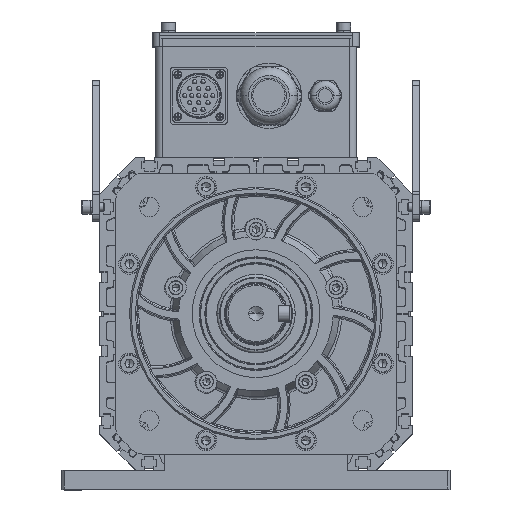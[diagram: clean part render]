
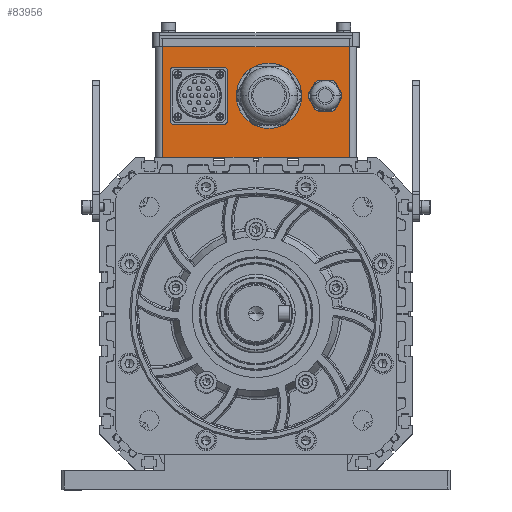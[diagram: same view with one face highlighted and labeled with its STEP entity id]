
A CAD part, top view. The second image highlights one B-rep face of the part: STEP entity #83956.
In plain terms, the highlighted planar face has unit normal (0, 0, 1).
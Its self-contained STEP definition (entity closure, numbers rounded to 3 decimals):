
#187 = FACE_BOUND ( 'NONE', #110246, .T. ) ;
#379 = ORIENTED_EDGE ( 'NONE', *, *, #5761, .F. ) ;
#396 = ORIENTED_EDGE ( 'NONE', *, *, #49296, .F. ) ;
#573 = CARTESIAN_POINT ( 'NONE',  ( -66.75, 111.5, 12. ) ) ;
#1099 = EDGE_CURVE ( 'NONE', #27404, #36799, #55520, .T. ) ;
#1624 = ORIENTED_EDGE ( 'NONE', *, *, #122624, .F. ) ;
#1650 = DIRECTION ( 'NONE',  ( 0., 0., 1. ) ) ;
#3616 = ORIENTED_EDGE ( 'NONE', *, *, #1099, .F. ) ;
#3649 = VERTEX_POINT ( 'NONE', #53064 ) ;
#4310 = EDGE_CURVE ( 'NONE', #36799, #75679, #8752, .T. ) ;
#5761 = EDGE_CURVE ( 'NONE', #43875, #27404, #135089, .T. ) ;
#6316 = CARTESIAN_POINT ( 'NONE',  ( 9.25, 173.75, 12. ) ) ;
#8752 = CIRCLE ( 'NONE', #42224, 2. ) ;
#11658 = EDGE_CURVE ( 'NONE', #101038, #121866, #24801, .T. ) ;
#13397 = FACE_OUTER_BOUND ( 'NONE', #121593, .T. ) ;
#15202 = ORIENTED_EDGE ( 'NONE', *, *, #94484, .F. ) ;
#16244 = AXIS2_PLACEMENT_3D ( 'NONE', #130897, #108525, #56781 ) ;
#16339 = CIRCLE ( 'NONE', #16244, 2. ) ;
#19599 = DIRECTION ( 'NONE',  ( 0., 0., 1. ) ) ;
#20074 = DIRECTION ( 'NONE',  ( 0., 0., 1. ) ) ;
#20761 = VERTEX_POINT ( 'NONE', #102962 ) ;
#21938 = CARTESIAN_POINT ( 'NONE',  ( 9.25, 155.5, 12. ) ) ;
#23520 = DIRECTION ( 'NONE',  ( 0., -1., 0. ) ) ;
#24060 = ORIENTED_EDGE ( 'NONE', *, *, #71388, .F. ) ;
#24801 = LINE ( 'NONE', #87773, #80289 ) ;
#27299 = CARTESIAN_POINT ( 'NONE',  ( -61., 137.25, 12. ) ) ;
#27404 = VERTEX_POINT ( 'NONE', #31965 ) ;
#28614 = LINE ( 'NONE', #71275, #59733 ) ;
#29884 = CARTESIAN_POINT ( 'NONE',  ( 49.25, 155.5, 12. ) ) ;
#31854 = VERTEX_POINT ( 'NONE', #84646 ) ;
#31965 = CARTESIAN_POINT ( 'NONE',  ( -61., 173.75, 12. ) ) ;
#33581 = ORIENTED_EDGE ( 'NONE', *, *, #94781, .F. ) ;
#34844 = CARTESIAN_POINT ( 'NONE',  ( -59., 173.75, 12. ) ) ;
#36790 = VERTEX_POINT ( 'NONE', #6316 ) ;
#36799 = VERTEX_POINT ( 'NONE', #27299 ) ;
#38804 = LINE ( 'NONE', #125454, #113958 ) ;
#38916 = AXIS2_PLACEMENT_3D ( 'NONE', #75781, #1650, #89061 ) ;
#39181 = CARTESIAN_POINT ( 'NONE',  ( 9.25, 155.5, 12. ) ) ;
#40175 = EDGE_CURVE ( 'NONE', #56524, #121866, #118701, .T. ) ;
#41140 = CARTESIAN_POINT ( 'NONE',  ( -66.75, 196.5, 12. ) ) ;
#41780 = DIRECTION ( 'NONE',  ( 1., 0., 0. ) ) ;
#42224 = AXIS2_PLACEMENT_3D ( 'NONE', #90571, #114281, #69579 ) ;
#42849 = DIRECTION ( 'NONE',  ( 0., 0., -1. ) ) ;
#43229 = DIRECTION ( 'NONE',  ( 1., 0., 0. ) ) ;
#43456 = ORIENTED_EDGE ( 'NONE', *, *, #11658, .F. ) ;
#43517 = FACE_BOUND ( 'NONE', #70171, .T. ) ;
#43875 = VERTEX_POINT ( 'NONE', #87507 ) ;
#44014 = CARTESIAN_POINT ( 'NONE',  ( -59., 135.25, 12. ) ) ;
#44324 = VECTOR ( 'NONE', #43229, 1000. ) ;
#45210 = LINE ( 'NONE', #64824, #96044 ) ;
#46710 = DIRECTION ( 'NONE',  ( 0., 0., 1. ) ) ;
#48088 = AXIS2_PLACEMENT_3D ( 'NONE', #34844, #46710, #57883 ) ;
#49296 = EDGE_CURVE ( 'NONE', #84154, #36790, #54077, .T. ) ;
#51049 = VERTEX_POINT ( 'NONE', #41140 ) ;
#53064 = CARTESIAN_POINT ( 'NONE',  ( -20.5, 173.75, 12. ) ) ;
#53438 = DIRECTION ( 'NONE',  ( 0., 0., 1. ) ) ;
#54077 = CIRCLE ( 'NONE', #62961, 18.25 ) ;
#55520 = LINE ( 'NONE', #117757, #58460 ) ;
#56070 = DIRECTION ( 'NONE',  ( 0., -1., 0. ) ) ;
#56524 = VERTEX_POINT ( 'NONE', #86613 ) ;
#56781 = DIRECTION ( 'NONE',  ( 0., -1., 0. ) ) ;
#57883 = DIRECTION ( 'NONE',  ( 0., -1., 0. ) ) ;
#58460 = VECTOR ( 'NONE', #85647, 1000. ) ;
#59733 = VECTOR ( 'NONE', #113915, 1000. ) ;
#59966 = ORIENTED_EDGE ( 'NONE', *, *, #72377, .F. ) ;
#61302 = AXIS2_PLACEMENT_3D ( 'NONE', #64506, #42849, #56070 ) ;
#62549 = ORIENTED_EDGE ( 'NONE', *, *, #120577, .F. ) ;
#62753 = DIRECTION ( 'NONE',  ( 0., 1., 0. ) ) ;
#62961 = AXIS2_PLACEMENT_3D ( 'NONE', #39181, #79065, #70632 ) ;
#64506 = CARTESIAN_POINT ( 'NONE',  ( -66.75, 196.5, 12. ) ) ;
#64824 = CARTESIAN_POINT ( 'NONE',  ( -66.75, 196.5, 12. ) ) ;
#64873 = VERTEX_POINT ( 'NONE', #117178 ) ;
#65557 = CARTESIAN_POINT ( 'NONE',  ( -22.5, 175.75, 12. ) ) ;
#66687 = ORIENTED_EDGE ( 'NONE', *, *, #115878, .F. ) ;
#69579 = DIRECTION ( 'NONE',  ( 0., 1., 0. ) ) ;
#69809 = ORIENTED_EDGE ( 'NONE', *, *, #103803, .F. ) ;
#70044 = EDGE_LOOP ( 'NONE', ( #111847, #3616, #379, #66687, #70483, #1624, #24060, #69809 ) ) ;
#70171 = EDGE_LOOP ( 'NONE', ( #59966, #396 ) ) ;
#70483 = ORIENTED_EDGE ( 'NONE', *, *, #102746, .F. ) ;
#70632 = DIRECTION ( 'NONE',  ( 0., 1., 0. ) ) ;
#70840 = CIRCLE ( 'NONE', #86419, 10. ) ;
#71275 = CARTESIAN_POINT ( 'NONE',  ( -20.5, 173.75, 12. ) ) ;
#71388 = EDGE_CURVE ( 'NONE', #64873, #89295, #16339, .T. ) ;
#72377 = EDGE_CURVE ( 'NONE', #36790, #84154, #97007, .T. ) ;
#75679 = VERTEX_POINT ( 'NONE', #44014 ) ;
#75781 = CARTESIAN_POINT ( 'NONE',  ( -22.5, 173.75, 12. ) ) ;
#79065 = DIRECTION ( 'NONE',  ( 0., 0., 1. ) ) ;
#80163 = VECTOR ( 'NONE', #138392, 1000. ) ;
#80289 = VECTOR ( 'NONE', #121295, 1000. ) ;
#82363 = CIRCLE ( 'NONE', #100249, 10. ) ;
#82417 = CARTESIAN_POINT ( 'NONE',  ( 66.75, 111.5, 12. ) ) ;
#83956 = ADVANCED_FACE ( 'NONE', ( #43517, #187, #13397, #86869 ), #130177, .F. ) ;
#84154 = VERTEX_POINT ( 'NONE', #100794 ) ;
#84646 = CARTESIAN_POINT ( 'NONE',  ( 49.25, 145.5, 12. ) ) ;
#85647 = DIRECTION ( 'NONE',  ( 0., -1., 0. ) ) ;
#86419 = AXIS2_PLACEMENT_3D ( 'NONE', #116094, #19599, #94445 ) ;
#86613 = CARTESIAN_POINT ( 'NONE',  ( -66.75, 111.5, 12. ) ) ;
#86869 = FACE_BOUND ( 'NONE', #70044, .T. ) ;
#87507 = CARTESIAN_POINT ( 'NONE',  ( -59., 175.75, 12. ) ) ;
#87773 = CARTESIAN_POINT ( 'NONE',  ( 66.75, 196.5, 12. ) ) ;
#88167 = CARTESIAN_POINT ( 'NONE',  ( -20.5, 137.25, 12. ) ) ;
#89061 = DIRECTION ( 'NONE',  ( 0., -1., 0. ) ) ;
#89295 = VERTEX_POINT ( 'NONE', #88167 ) ;
#90571 = CARTESIAN_POINT ( 'NONE',  ( -59., 137.25, 12. ) ) ;
#94445 = DIRECTION ( 'NONE',  ( 0., 1., 0. ) ) ;
#94484 = EDGE_CURVE ( 'NONE', #51049, #101038, #105579, .T. ) ;
#94781 = EDGE_CURVE ( 'NONE', #20761, #31854, #82363, .T. ) ;
#94914 = CARTESIAN_POINT ( 'NONE',  ( -59., 135.25, 12. ) ) ;
#95780 = CARTESIAN_POINT ( 'NONE',  ( -66.75, 196.5, 12. ) ) ;
#96044 = VECTOR ( 'NONE', #23520, 1000. ) ;
#96103 = DIRECTION ( 'NONE',  ( 0., 1., 0. ) ) ;
#96913 = CIRCLE ( 'NONE', #38916, 2. ) ;
#97007 = CIRCLE ( 'NONE', #132728, 18.25 ) ;
#99398 = VECTOR ( 'NONE', #41780, 1000. ) ;
#100246 = ORIENTED_EDGE ( 'NONE', *, *, #40175, .T. ) ;
#100249 = AXIS2_PLACEMENT_3D ( 'NONE', #29884, #20074, #62753 ) ;
#100794 = CARTESIAN_POINT ( 'NONE',  ( 9.25, 137.25, 12. ) ) ;
#100924 = CARTESIAN_POINT ( 'NONE',  ( 66.75, 196.5, 12. ) ) ;
#101038 = VERTEX_POINT ( 'NONE', #100924 ) ;
#102427 = DIRECTION ( 'NONE',  ( -1., 0., 0. ) ) ;
#102746 = EDGE_CURVE ( 'NONE', #3649, #118080, #96913, .T. ) ;
#102962 = CARTESIAN_POINT ( 'NONE',  ( 49.25, 165.5, 12. ) ) ;
#103803 = EDGE_CURVE ( 'NONE', #75679, #64873, #114488, .T. ) ;
#104240 = ORIENTED_EDGE ( 'NONE', *, *, #136576, .T. ) ;
#105579 = LINE ( 'NONE', #95780, #80163 ) ;
#108525 = DIRECTION ( 'NONE',  ( 0., 0., 1. ) ) ;
#110246 = EDGE_LOOP ( 'NONE', ( #33581, #62549 ) ) ;
#111847 = ORIENTED_EDGE ( 'NONE', *, *, #4310, .F. ) ;
#113915 = DIRECTION ( 'NONE',  ( 0., 1., 0. ) ) ;
#113958 = VECTOR ( 'NONE', #102427, 1000. ) ;
#114281 = DIRECTION ( 'NONE',  ( 0., 0., 1. ) ) ;
#114488 = LINE ( 'NONE', #94914, #99398 ) ;
#115878 = EDGE_CURVE ( 'NONE', #118080, #43875, #38804, .T. ) ;
#116094 = CARTESIAN_POINT ( 'NONE',  ( 49.25, 155.5, 12. ) ) ;
#117178 = CARTESIAN_POINT ( 'NONE',  ( -22.5, 135.25, 12. ) ) ;
#117757 = CARTESIAN_POINT ( 'NONE',  ( -61., 173.75, 12. ) ) ;
#118080 = VERTEX_POINT ( 'NONE', #65557 ) ;
#118701 = LINE ( 'NONE', #573, #44324 ) ;
#120577 = EDGE_CURVE ( 'NONE', #31854, #20761, #70840, .T. ) ;
#121295 = DIRECTION ( 'NONE',  ( 0., -1., 0. ) ) ;
#121593 = EDGE_LOOP ( 'NONE', ( #100246, #43456, #15202, #104240 ) ) ;
#121866 = VERTEX_POINT ( 'NONE', #82417 ) ;
#122624 = EDGE_CURVE ( 'NONE', #89295, #3649, #28614, .T. ) ;
#125454 = CARTESIAN_POINT ( 'NONE',  ( -59., 175.75, 12. ) ) ;
#130177 = PLANE ( 'NONE',  #61302 ) ;
#130897 = CARTESIAN_POINT ( 'NONE',  ( -22.5, 137.25, 12. ) ) ;
#132728 = AXIS2_PLACEMENT_3D ( 'NONE', #21938, #53438, #96103 ) ;
#135089 = CIRCLE ( 'NONE', #48088, 2. ) ;
#136576 = EDGE_CURVE ( 'NONE', #51049, #56524, #45210, .T. ) ;
#138392 = DIRECTION ( 'NONE',  ( 1., 0., 0. ) ) ;
